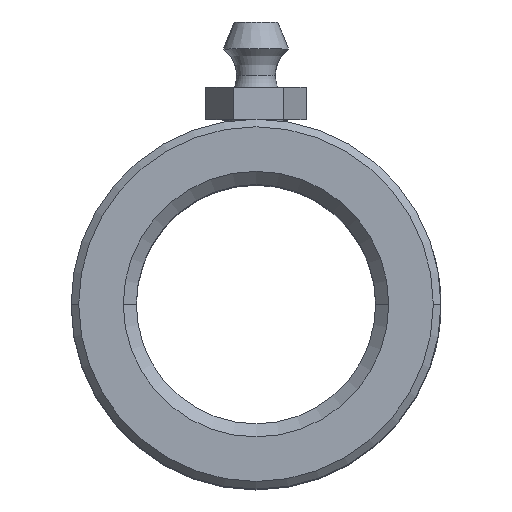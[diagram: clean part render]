
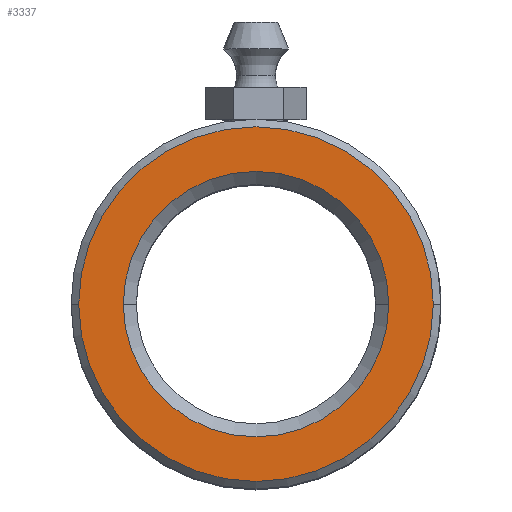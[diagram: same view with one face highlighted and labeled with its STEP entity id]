
A CAD part, top view. The second image highlights one B-rep face of the part: STEP entity #3337.
In plain terms, the highlighted planar face has unit normal (0, 0, 1).
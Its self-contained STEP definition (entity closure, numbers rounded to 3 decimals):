
#67 = VERTEX_POINT ( 'NONE', #1805 ) ;
#177 = FACE_OUTER_BOUND ( 'NONE', #1333, .T. ) ;
#215 = ORIENTED_EDGE ( 'NONE', *, *, #3890, .T. ) ;
#404 = AXIS2_PLACEMENT_3D ( 'NONE', #504, #525, #4823 ) ;
#504 = CARTESIAN_POINT ( 'NONE',  ( 0., 0., 50. ) ) ;
#525 = DIRECTION ( 'NONE',  ( 0., 0., 1. ) ) ;
#540 = CIRCLE ( 'NONE', #636, 16.3 ) ;
#636 = AXIS2_PLACEMENT_3D ( 'NONE', #3749, #4311, #3358 ) ;
#787 = CARTESIAN_POINT ( 'NONE',  ( 16.3, 0., 50. ) ) ;
#844 = FACE_BOUND ( 'NONE', #4437, .T. ) ;
#876 = VERTEX_POINT ( 'NONE', #4266 ) ;
#1049 = CARTESIAN_POINT ( 'NONE',  ( 0., 0., 50. ) ) ;
#1113 = EDGE_CURVE ( 'NONE', #5557, #4928, #4898, .T. ) ;
#1223 = DIRECTION ( 'NONE',  ( 1., 0., 0. ) ) ;
#1333 = EDGE_LOOP ( 'NONE', ( #3037, #5076 ) ) ;
#1720 = CARTESIAN_POINT ( 'NONE',  ( 0., 0., 50. ) ) ;
#1805 = CARTESIAN_POINT ( 'NONE',  ( -12.2, 0., 50. ) ) ;
#2039 = CIRCLE ( 'NONE', #5681, 12.2 ) ;
#2048 = DIRECTION ( 'NONE',  ( 1., 0., 0. ) ) ;
#2418 = CIRCLE ( 'NONE', #4792, 12.2 ) ;
#2488 = EDGE_CURVE ( 'NONE', #4928, #5557, #540, .T. ) ;
#2499 = CARTESIAN_POINT ( 'NONE',  ( -16.3, 0., 50. ) ) ;
#2568 = CARTESIAN_POINT ( 'NONE',  ( 0., 0., 50. ) ) ;
#2837 = AXIS2_PLACEMENT_3D ( 'NONE', #1720, #5583, #5541 ) ;
#2882 = PLANE ( 'NONE',  #404 ) ;
#3037 = ORIENTED_EDGE ( 'NONE', *, *, #1113, .T. ) ;
#3337 = ADVANCED_FACE ( 'NONE', ( #177, #844 ), #2882, .T. ) ;
#3358 = DIRECTION ( 'NONE',  ( 1., 0., 0. ) ) ;
#3664 = EDGE_CURVE ( 'NONE', #67, #876, #2039, .T. ) ;
#3749 = CARTESIAN_POINT ( 'NONE',  ( 0., 0., 50. ) ) ;
#3890 = EDGE_CURVE ( 'NONE', #876, #67, #2418, .T. ) ;
#4266 = CARTESIAN_POINT ( 'NONE',  ( 12.2, 0., 50. ) ) ;
#4311 = DIRECTION ( 'NONE',  ( 0., 0., 1. ) ) ;
#4406 = DIRECTION ( 'NONE',  ( 0., 0., -1. ) ) ;
#4437 = EDGE_LOOP ( 'NONE', ( #215, #4789 ) ) ;
#4789 = ORIENTED_EDGE ( 'NONE', *, *, #3664, .T. ) ;
#4792 = AXIS2_PLACEMENT_3D ( 'NONE', #2568, #5087, #1223 ) ;
#4823 = DIRECTION ( 'NONE',  ( 1., 0., 0. ) ) ;
#4898 = CIRCLE ( 'NONE', #2837, 16.3 ) ;
#4928 = VERTEX_POINT ( 'NONE', #787 ) ;
#5076 = ORIENTED_EDGE ( 'NONE', *, *, #2488, .T. ) ;
#5087 = DIRECTION ( 'NONE',  ( 0., 0., -1. ) ) ;
#5541 = DIRECTION ( 'NONE',  ( 1., 0., 0. ) ) ;
#5557 = VERTEX_POINT ( 'NONE', #2499 ) ;
#5583 = DIRECTION ( 'NONE',  ( 0., 0., 1. ) ) ;
#5681 = AXIS2_PLACEMENT_3D ( 'NONE', #1049, #4406, #2048 ) ;
